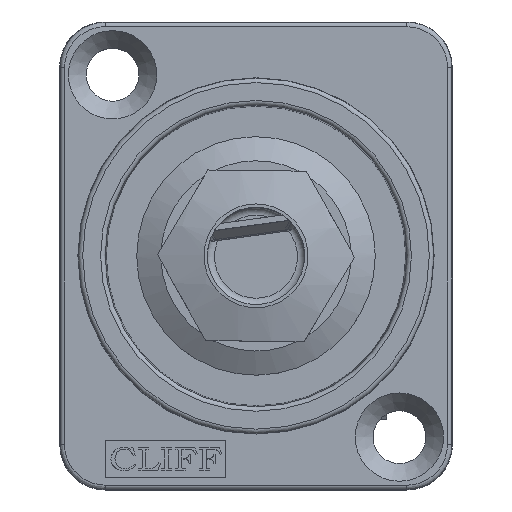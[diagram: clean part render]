
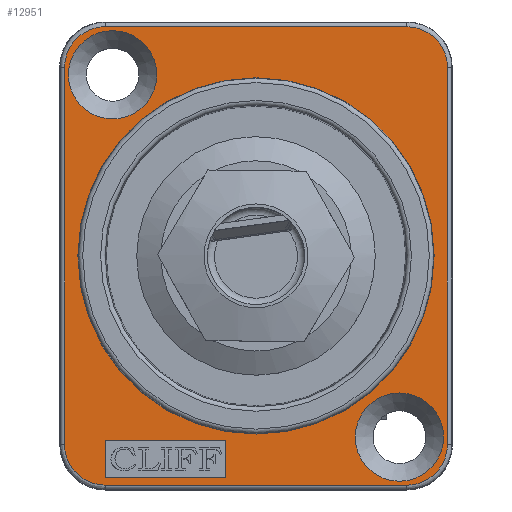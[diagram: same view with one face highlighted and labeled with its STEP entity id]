
A CAD part, top view. The second image highlights one B-rep face of the part: STEP entity #12951.
In plain terms, the highlighted planar face has unit normal (0, 0, 1).
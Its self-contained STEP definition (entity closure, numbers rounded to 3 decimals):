
#77=ELLIPSE('',#13675,2.7,2.7);
#80=ELLIPSE('',#13682,2.7,2.7);
#82=ELLIPSE('',#13687,2.7,2.7);
#84=ELLIPSE('',#13692,2.7,2.7);
#468=LINE('',#20338,#1583);
#472=LINE('',#20346,#1587);
#475=LINE('',#20352,#1590);
#478=LINE('',#20357,#1593);
#481=LINE('',#20398,#1596);
#483=LINE('',#20434,#1598);
#485=LINE('',#20470,#1600);
#487=LINE('',#20503,#1602);
#1583=VECTOR('',#15187,2.5);
#1587=VECTOR('',#15193,8.);
#1590=VECTOR('',#15198,2.5);
#1593=VECTOR('',#15203,8.);
#1596=VECTOR('',#15220,19.965);
#1598=VECTOR('',#15232,24.965);
#1600=VECTOR('',#15244,19.965);
#1602=VECTOR('',#15254,24.965);
#2532=PLANE('',#13698);
#2853=FACE_BOUND('',#4314,.T.);
#2854=FACE_BOUND('',#4315,.T.);
#2855=FACE_BOUND('',#4316,.T.);
#2856=FACE_BOUND('',#4317,.T.);
#2972=CIRCLE('',#13591,11.8);
#2981=CIRCLE('',#13699,2.925);
#2982=CIRCLE('',#13700,2.925);
#3571=FACE_OUTER_BOUND('',#4313,.T.);
#4313=EDGE_LOOP('',(#9209,#9210,#9211,#9212,#9213,#9214,#9215,#9216));
#4314=EDGE_LOOP('',(#9217));
#4315=EDGE_LOOP('',(#9218,#9219,#9220,#9221));
#4316=EDGE_LOOP('',(#9222));
#4317=EDGE_LOOP('',(#9223));
#5261=VERTEX_POINT('',#19186);
#5474=VERTEX_POINT('',#20336);
#5475=VERTEX_POINT('',#20337);
#5478=VERTEX_POINT('',#20345);
#5480=VERTEX_POINT('',#20351);
#5483=VERTEX_POINT('',#20386);
#5484=VERTEX_POINT('',#20388);
#5486=VERTEX_POINT('',#20394);
#5488=VERTEX_POINT('',#20424);
#5490=VERTEX_POINT('',#20430);
#5492=VERTEX_POINT('',#20460);
#5494=VERTEX_POINT('',#20466);
#5496=VERTEX_POINT('',#20496);
#5498=VERTEX_POINT('',#20514);
#5499=VERTEX_POINT('',#20516);
#6508=EDGE_CURVE('',#5261,#5261,#2972,.T.);
#6827=EDGE_CURVE('',#5474,#5475,#468,.T.);
#6831=EDGE_CURVE('',#5478,#5474,#472,.T.);
#6834=EDGE_CURVE('',#5480,#5478,#475,.T.);
#6837=EDGE_CURVE('',#5475,#5480,#478,.T.);
#6840=EDGE_CURVE('',#5483,#5484,#77,.T.);
#6845=EDGE_CURVE('',#5484,#5486,#481,.T.);
#6848=EDGE_CURVE('',#5486,#5488,#80,.T.);
#6851=EDGE_CURVE('',#5488,#5490,#483,.T.);
#6854=EDGE_CURVE('',#5490,#5492,#82,.T.);
#6857=EDGE_CURVE('',#5492,#5494,#485,.T.);
#6860=EDGE_CURVE('',#5494,#5496,#84,.T.);
#6862=EDGE_CURVE('',#5496,#5483,#487,.T.);
#6868=EDGE_CURVE('',#5498,#5498,#2981,.T.);
#6869=EDGE_CURVE('',#5499,#5499,#2982,.T.);
#9209=ORIENTED_EDGE('',*,*,#6840,.F.);
#9210=ORIENTED_EDGE('',*,*,#6862,.F.);
#9211=ORIENTED_EDGE('',*,*,#6860,.F.);
#9212=ORIENTED_EDGE('',*,*,#6857,.F.);
#9213=ORIENTED_EDGE('',*,*,#6854,.F.);
#9214=ORIENTED_EDGE('',*,*,#6851,.F.);
#9215=ORIENTED_EDGE('',*,*,#6848,.F.);
#9216=ORIENTED_EDGE('',*,*,#6845,.F.);
#9217=ORIENTED_EDGE('',*,*,#6508,.T.);
#9218=ORIENTED_EDGE('',*,*,#6827,.T.);
#9219=ORIENTED_EDGE('',*,*,#6837,.T.);
#9220=ORIENTED_EDGE('',*,*,#6834,.T.);
#9221=ORIENTED_EDGE('',*,*,#6831,.T.);
#9222=ORIENTED_EDGE('',*,*,#6868,.T.);
#9223=ORIENTED_EDGE('',*,*,#6869,.T.);
#12951=ADVANCED_FACE('',(#3571,#2853,#2854,#2855,#2856),#2532,.T.);
#13591=AXIS2_PLACEMENT_3D('',#19187,#14779,#14780);
#13675=AXIS2_PLACEMENT_3D('',#20389,#15209,#15210);
#13682=AXIS2_PLACEMENT_3D('',#20428,#15225,#15226);
#13687=AXIS2_PLACEMENT_3D('',#20464,#15237,#15238);
#13692=AXIS2_PLACEMENT_3D('',#20500,#15249,#15250);
#13698=AXIS2_PLACEMENT_3D('',#20513,#15268,#15269);
#13699=AXIS2_PLACEMENT_3D('',#20515,#15270,#15271);
#13700=AXIS2_PLACEMENT_3D('',#20517,#15272,#15273);
#14779=DIRECTION('center_axis',(0.,0.,
-1.));
#14780=DIRECTION('ref_axis',(-1.,0.,0.));
#15187=DIRECTION('',(0.,1.,0.));
#15193=DIRECTION('',(-1.,0.,0.));
#15198=DIRECTION('',(0.,-1.,0.));
#15203=DIRECTION('',(1.,0.,0.));
#15209=DIRECTION('center_axis',(0.,0.,
-1.));
#15210=DIRECTION('ref_axis',(-0.707,0.707,0.));
#15220=DIRECTION('',(1.,0.,0.));
#15225=DIRECTION('center_axis',(0.,0.,
-1.));
#15226=DIRECTION('ref_axis',(0.707,0.707,0.));
#15232=DIRECTION('',(0.,-1.,0.));
#15237=DIRECTION('center_axis',(0.,0.,
-1.));
#15238=DIRECTION('ref_axis',(0.707,-0.707,0.));
#15244=DIRECTION('',(-1.,0.,0.));
#15249=DIRECTION('center_axis',(0.,0.,
-1.));
#15250=DIRECTION('ref_axis',(-0.707,-0.707,0.));
#15254=DIRECTION('',(0.,1.,0.));
#15268=DIRECTION('center_axis',(0.,0.,
1.));
#15269=DIRECTION('ref_axis',(1.,0.,0.));
#15270=DIRECTION('center_axis',(0.,0.,
-1.));
#15271=DIRECTION('ref_axis',(1.,0.,0.));
#15272=DIRECTION('center_axis',(0.,0.,
-1.));
#15273=DIRECTION('ref_axis',(1.,0.,0.));
#19186=CARTESIAN_POINT('',(11.8,0.,5.475));
#19187=CARTESIAN_POINT('Origin',(0.,0.,
5.475));
#20336=CARTESIAN_POINT('',(-10.,-14.7,5.475));
#20337=CARTESIAN_POINT('',(-10.,-12.2,5.475));
#20338=CARTESIAN_POINT('',(-10.,-7.35,5.475));
#20345=CARTESIAN_POINT('',(-2.,-14.7,5.475));
#20346=CARTESIAN_POINT('',(-1.,-14.7,5.475));
#20351=CARTESIAN_POINT('',(-2.,-12.2,5.475));
#20352=CARTESIAN_POINT('',(-2.,-6.1,5.475));
#20357=CARTESIAN_POINT('',(-5.,-12.2,5.475));
#20386=CARTESIAN_POINT('',(-12.683,12.483,5.475));
#20388=CARTESIAN_POINT('',(-9.983,15.183,5.475));
#20389=CARTESIAN_POINT('Origin',(-9.982,12.482,5.475));
#20394=CARTESIAN_POINT('',(9.983,15.183,5.475));
#20398=CARTESIAN_POINT('',(-6.5,15.183,5.475));
#20424=CARTESIAN_POINT('',(12.683,12.483,5.475));
#20428=CARTESIAN_POINT('Origin',(9.982,12.482,5.475));
#20430=CARTESIAN_POINT('',(12.683,-12.483,5.475));
#20434=CARTESIAN_POINT('',(12.683,7.75,5.475));
#20460=CARTESIAN_POINT('',(9.983,-15.183,5.475));
#20464=CARTESIAN_POINT('Origin',(9.982,-12.482,5.475));
#20466=CARTESIAN_POINT('',(-9.983,-15.183,5.475));
#20470=CARTESIAN_POINT('',(6.5,-15.183,5.475));
#20496=CARTESIAN_POINT('',(-12.683,-12.483,5.475));
#20500=CARTESIAN_POINT('Origin',(-9.982,-12.482,5.475));
#20503=CARTESIAN_POINT('',(-12.683,-7.75,5.475));
#20513=CARTESIAN_POINT('Origin',(0.,0.,
5.475));
#20514=CARTESIAN_POINT('',(-6.575,12.,5.475));
#20515=CARTESIAN_POINT('Origin',(-9.5,12.,5.475));
#20516=CARTESIAN_POINT('',(12.425,-12.,5.475));
#20517=CARTESIAN_POINT('Origin',(9.5,-12.,5.475));
